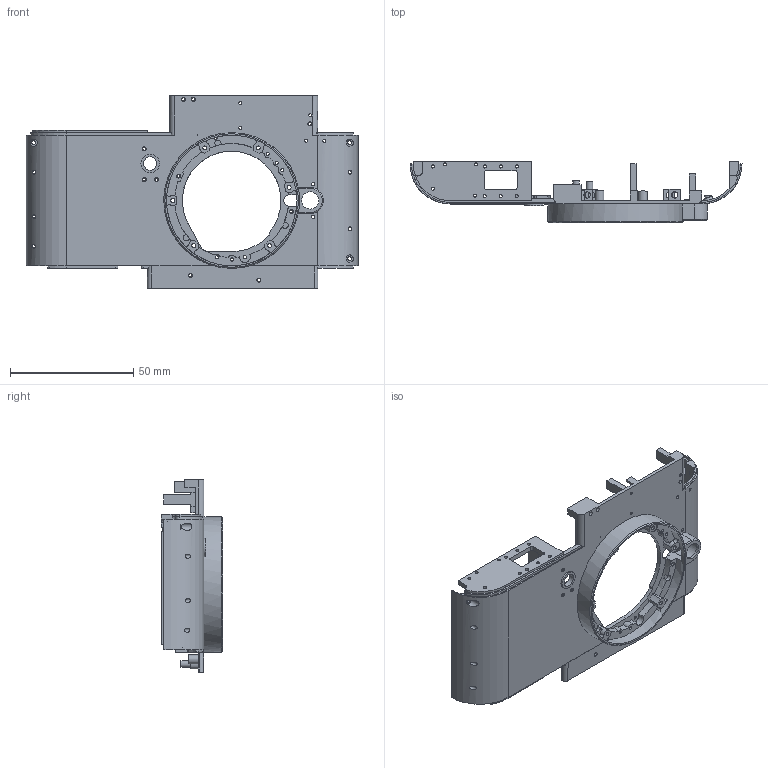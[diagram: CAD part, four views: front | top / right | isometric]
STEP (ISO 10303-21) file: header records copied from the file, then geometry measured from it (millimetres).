
FILE_DESCRIPTION(/* description */ ('','CAx-IF Rec.Pracs.---Representation and Presentation of Product Manufacturing Information (PMI)---4.0---2014-10-13'),/* implementation_level */ '2;1');
FILE_NAME(/* name */ 'Face.step',/* time_stamp */ '2025-03-23T15:19:27+02:00',/* author */ (''),/* organization */ (''),/* preprocessor_version */ 'ST-DEVELOPER v20',/* originating_system */ 'Autodesk Translation Framework v13.20.0.188',/* authorisation */ '');
FILE_SCHEMA (('AP242_MANAGED_MODEL_BASED_3D_ENGINEERING_MIM_LF { 1 0 10303 442 1 1 4 }'));
Length unit declared in the file: millimetre
Products named in the file (1): Face
Bounding box: 134.6 x 24.92 x 78 mm (x, y, z)
Volume: 21519.8 mm3; surface area: 26041.8 mm2
Topology: 1 solids, 1 shells, 514 faces, 1371 edges, 904 vertices
Faces by surface type: plane 255, cylinder 252, bspline 3, cone 2, torus 2
Full cylindrical faces by diameter (mm): 1.25 x44, 1.6 x28, 2 x6, 2.55 x4, 2.66 x2, 2.96 x2, 3 x8, 3.6 x3, 4 x1, 4.4 x3, 5.4 x3, 7 x1, 7.4 x1, 53 x1, 55 x1
Entity records: 17232 total; most frequent: CARTESIAN_POINT 3660, DIRECTION 2926, ORIENTED_EDGE 2742, EDGE_CURVE 1371, AXIS2_PLACEMENT_3D 1079, VERTEX_POINT 904, LINE 768, VECTOR 768
